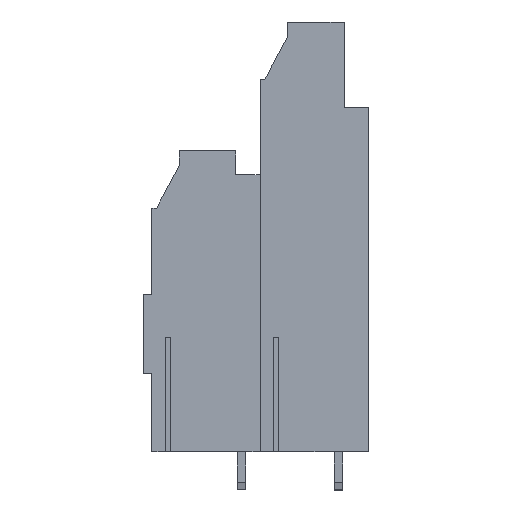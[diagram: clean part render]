
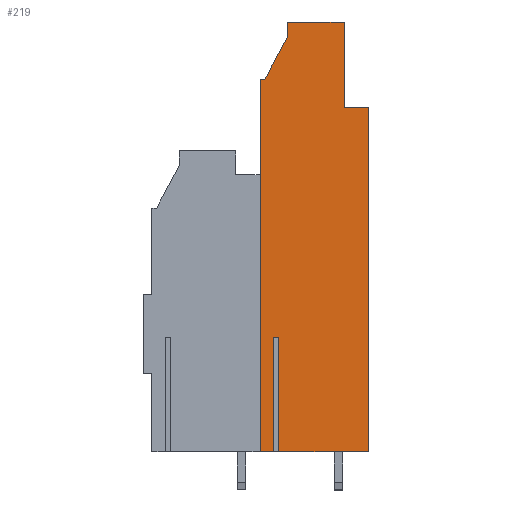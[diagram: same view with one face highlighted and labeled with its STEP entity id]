
A CAD part, top view. The second image highlights one B-rep face of the part: STEP entity #219.
In plain terms, the highlighted planar face has unit normal (0, 0, 1).
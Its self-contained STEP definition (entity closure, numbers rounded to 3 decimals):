
#219 = ADVANCED_FACE( '', ( #582 ), #583, .T. );
#582 = FACE_OUTER_BOUND( '', #1125, .T. );
#583 = PLANE( '', #1126 );
#1125 = EDGE_LOOP( '', ( #1676, #1677, #1678, #1679, #1680, #1681, #1682, #1683, #1684, #1685, #1686, #1687, #1688, #1689 ) );
#1126 = AXIS2_PLACEMENT_3D( '', #1690, #1691, #1692 );
#1676 = ORIENTED_EDGE( '', *, *, #3201, .F. );
#1677 = ORIENTED_EDGE( '', *, *, #3202, .F. );
#1678 = ORIENTED_EDGE( '', *, *, #3203, .F. );
#1679 = ORIENTED_EDGE( '', *, *, #3204, .F. );
#1680 = ORIENTED_EDGE( '', *, *, #3205, .F. );
#1681 = ORIENTED_EDGE( '', *, *, #3206, .F. );
#1682 = ORIENTED_EDGE( '', *, *, #3207, .F. );
#1683 = ORIENTED_EDGE( '', *, *, #3208, .F. );
#1684 = ORIENTED_EDGE( '', *, *, #3209, .F. );
#1685 = ORIENTED_EDGE( '', *, *, #3210, .F. );
#1686 = ORIENTED_EDGE( '', *, *, #3211, .F. );
#1687 = ORIENTED_EDGE( '', *, *, #3212, .F. );
#1688 = ORIENTED_EDGE( '', *, *, #3213, .F. );
#1689 = ORIENTED_EDGE( '', *, *, #3214, .F. );
#1690 = CARTESIAN_POINT( '', ( 22.7, -8.915, 12.7 ) );
#1691 = DIRECTION( '', ( 0., 0., 1. ) );
#1692 = DIRECTION( '', ( -1., 0., 0. ) );
#3201 = EDGE_CURVE( '', #3821, #3822, #3823, .T. );
#3202 = EDGE_CURVE( '', #3824, #3821, #3825, .T. );
#3203 = EDGE_CURVE( '', #3826, #3824, #3827, .T. );
#3204 = EDGE_CURVE( '', #3828, #3826, #3829, .T. );
#3205 = EDGE_CURVE( '', #3830, #3828, #3831, .T. );
#3206 = EDGE_CURVE( '', #3832, #3830, #3833, .T. );
#3207 = EDGE_CURVE( '', #3834, #3832, #3835, .T. );
#3208 = EDGE_CURVE( '', #3836, #3834, #3837, .T. );
#3209 = EDGE_CURVE( '', #3838, #3836, #3839, .T. );
#3210 = EDGE_CURVE( '', #3840, #3838, #3841, .T. );
#3211 = EDGE_CURVE( '', #3842, #3840, #3843, .T. );
#3212 = EDGE_CURVE( '', #3844, #3842, #3845, .T. );
#3213 = EDGE_CURVE( '', #3846, #3844, #3847, .T. );
#3214 = EDGE_CURVE( '', #3822, #3846, #3848, .T. );
#3821 = VERTEX_POINT( '', #4740 );
#3822 = VERTEX_POINT( '', #4741 );
#3823 = LINE( '', #4742, #4743 );
#3824 = VERTEX_POINT( '', #4744 );
#3825 = LINE( '', #4745, #4746 );
#3826 = VERTEX_POINT( '', #4747 );
#3827 = LINE( '', #4748, #4749 );
#3828 = VERTEX_POINT( '', #4750 );
#3829 = LINE( '', #4751, #4752 );
#3830 = VERTEX_POINT( '', #4753 );
#3831 = LINE( '', #4754, #4755 );
#3832 = VERTEX_POINT( '', #4756 );
#3833 = LINE( '', #4757, #4758 );
#3834 = VERTEX_POINT( '', #4759 );
#3835 = LINE( '', #4760, #4761 );
#3836 = VERTEX_POINT( '', #4762 );
#3837 = LINE( '', #4763, #4764 );
#3838 = VERTEX_POINT( '', #4765 );
#3839 = LINE( '', #4766, #4767 );
#3840 = VERTEX_POINT( '', #4768 );
#3841 = LINE( '', #4769, #4770 );
#3842 = VERTEX_POINT( '', #4771 );
#3843 = LINE( '', #4772, #4773 );
#3844 = VERTEX_POINT( '', #4774 );
#3845 = LINE( '', #4775, #4776 );
#3846 = VERTEX_POINT( '', #4777 );
#3847 = LINE( '', #4778, #4779 );
#3848 = LINE( '', #4780, #4781 );
#4740 = CARTESIAN_POINT( '', ( 11.35, 39., 12.7 ) );
#4741 = CARTESIAN_POINT( '', ( 11.85, 39., 12.7 ) );
#4742 = CARTESIAN_POINT( '', ( -6., 39., 12.7 ) );
#4743 = VECTOR( '', #6016, 1000. );
#4744 = CARTESIAN_POINT( '', ( 11.35, 29., 12.7 ) );
#4745 = CARTESIAN_POINT( '', ( 11.35, 0., 12.7 ) );
#4746 = VECTOR( '', #6017, 1000. );
#4747 = CARTESIAN_POINT( '', ( 11.35, 0., 12.7 ) );
#4748 = CARTESIAN_POINT( '', ( 11.35, -8.915, 12.7 ) );
#4749 = VECTOR( '', #6018, 1000. );
#4750 = CARTESIAN_POINT( '', ( 12.796, 0., 12.7 ) );
#4751 = CARTESIAN_POINT( '', ( -6., 0., 12.7 ) );
#4752 = VECTOR( '', #6019, 1000. );
#4753 = CARTESIAN_POINT( '', ( 12.796, 12., 12.7 ) );
#4754 = CARTESIAN_POINT( '', ( 12.796, 0., 12.7 ) );
#4755 = VECTOR( '', #6020, 1000. );
#4756 = CARTESIAN_POINT( '', ( 13.304, 12., 12.7 ) );
#4757 = CARTESIAN_POINT( '', ( -6., 12., 12.7 ) );
#4758 = VECTOR( '', #6021, 1000. );
#4759 = CARTESIAN_POINT( '', ( 13.304, 0., 12.7 ) );
#4760 = CARTESIAN_POINT( '', ( 13.304, 0., 12.7 ) );
#4761 = VECTOR( '', #6022, 1000. );
#4762 = CARTESIAN_POINT( '', ( 22.7, 0., 12.7 ) );
#4763 = CARTESIAN_POINT( '', ( -6., 0., 12.7 ) );
#4764 = VECTOR( '', #6023, 1000. );
#4765 = CARTESIAN_POINT( '', ( 22.7, 36., 12.7 ) );
#4766 = CARTESIAN_POINT( '', ( 22.7, 0., 12.7 ) );
#4767 = VECTOR( '', #6024, 1000. );
#4768 = CARTESIAN_POINT( '', ( 20.15, 36., 12.7 ) );
#4769 = CARTESIAN_POINT( '', ( -6., 36., 12.7 ) );
#4770 = VECTOR( '', #6025, 1000. );
#4771 = CARTESIAN_POINT( '', ( 20.15, 45., 12.7 ) );
#4772 = CARTESIAN_POINT( '', ( 20.15, 0., 12.7 ) );
#4773 = VECTOR( '', #6026, 1000. );
#4774 = CARTESIAN_POINT( '', ( 14.25, 45., 12.7 ) );
#4775 = CARTESIAN_POINT( '', ( -6., 45., 12.7 ) );
#4776 = VECTOR( '', #6027, 1000. );
#4777 = CARTESIAN_POINT( '', ( 14.25, 43.5, 12.7 ) );
#4778 = CARTESIAN_POINT( '', ( 14.25, 0., 12.7 ) );
#4779 = VECTOR( '', #6028, 1000. );
#4780 = CARTESIAN_POINT( '', ( -8.95, 0., 12.7 ) );
#4781 = VECTOR( '', #6029, 1000. );
#6016 = DIRECTION( '', ( 1., 0., 0. ) );
#6017 = DIRECTION( '', ( 0., 1., 0. ) );
#6018 = DIRECTION( '', ( 0., 1., 0. ) );
#6019 = DIRECTION( '', ( -1., 0., 0. ) );
#6020 = DIRECTION( '', ( 0., -1., 0. ) );
#6021 = DIRECTION( '', ( -1., 0., 0. ) );
#6022 = DIRECTION( '', ( 0., 1., 0. ) );
#6023 = DIRECTION( '', ( -1., 0., 0. ) );
#6024 = DIRECTION( '', ( 0., -1., 0. ) );
#6025 = DIRECTION( '', ( 1., 0., 0. ) );
#6026 = DIRECTION( '', ( 0., -1., 0. ) );
#6027 = DIRECTION( '', ( 1., 0., 0. ) );
#6028 = DIRECTION( '', ( 0., 1., 0. ) );
#6029 = DIRECTION( '', ( 0.471, 0.882, 0. ) );
